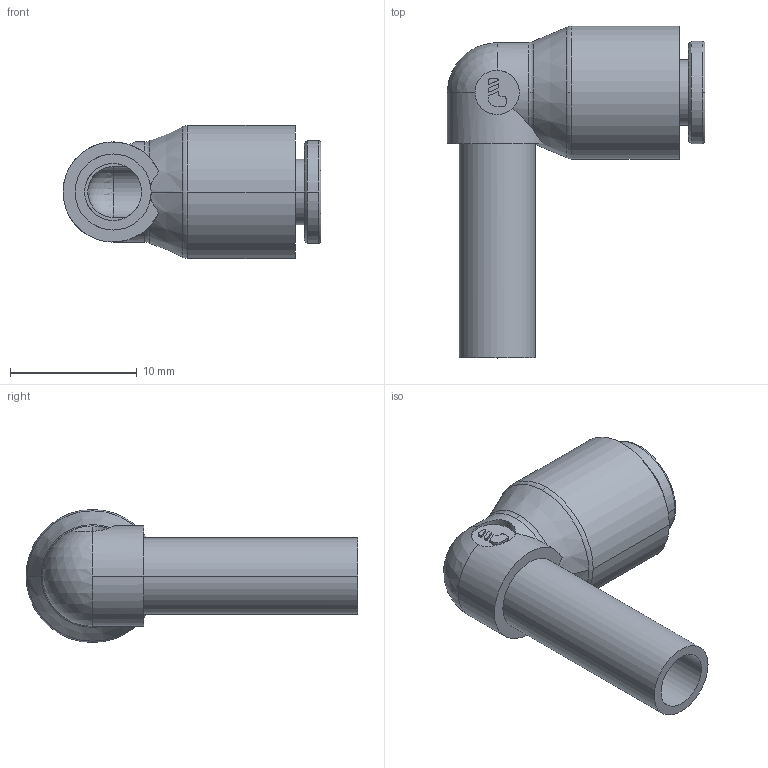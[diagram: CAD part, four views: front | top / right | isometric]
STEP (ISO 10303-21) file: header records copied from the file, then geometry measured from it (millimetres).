
FILE_DESCRIPTION(('STEP AP214'),'1');
FILE_NAME('3182_04_06.stp','2016-07-07T14:53:53',('TraceParts'),('TraceParts S.A.'),'Spatial InterOp 3D',' ',' ');
FILE_SCHEMA(('automotive_design'));
Length unit declared in the file: millimetre
Products named in the file (1): 1
Bounding box: 20.35 x 26.2 x 10.5 mm (x, y, z)
Volume: 1284.9 mm3; surface area: 1563.3 mm2
Topology: 1 solids, 1 shells, 60 faces, 160 edges, 104 vertices
Faces by surface type: cylinder 24, plane 23, torus 7, cone 4, sphere 2
Entity records: 2206 total; most frequent: CARTESIAN_POINT 664, DIRECTION 337, ORIENTED_EDGE 314, EDGE_CURVE 157, AXIS2_PLACEMENT_3D 135, VERTEX_POINT 104, CIRCLE 72, EDGE_LOOP 67
